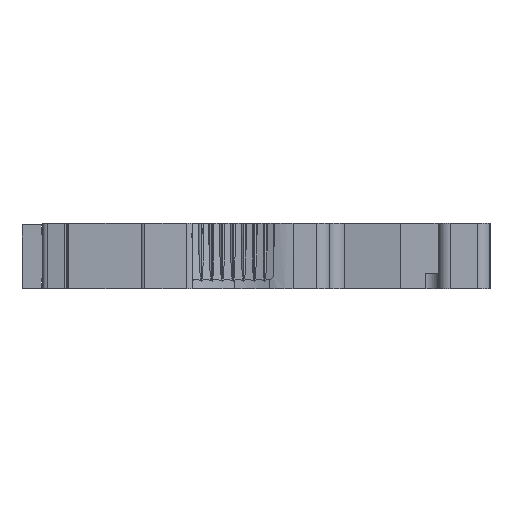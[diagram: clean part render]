
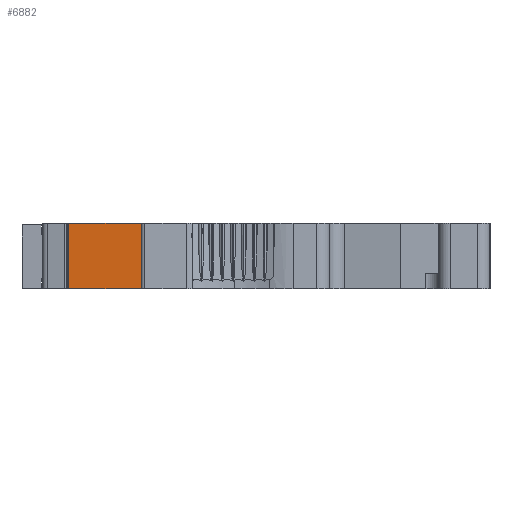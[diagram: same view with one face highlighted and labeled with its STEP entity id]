
A CAD part, left-side view. The second image highlights one B-rep face of the part: STEP entity #6882.
In plain terms, the highlighted planar face has unit normal (-0.995, 0.096, 0).
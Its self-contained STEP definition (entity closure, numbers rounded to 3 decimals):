
#556 = ORIENTED_EDGE ( 'NONE', *, *, #16270, .T. ) ;
#589 = LINE ( 'NONE', #17479, #14453 ) ;
#1775 = ORIENTED_EDGE ( 'NONE', *, *, #6859, .F. ) ;
#2052 = LINE ( 'NONE', #3326, #4034 ) ;
#2599 = VERTEX_POINT ( 'NONE', #6577 ) ;
#3277 = EDGE_CURVE ( 'NONE', #16879, #17112, #17129, .T. ) ;
#3326 = CARTESIAN_POINT ( 'NONE',  ( -17.696, -1.87, 0. ) ) ;
#3544 = DIRECTION ( 'NONE',  ( 0.096, 0.995, 0. ) ) ;
#3638 = DIRECTION ( 'NONE',  ( 0.995, -0.096, 0. ) ) ;
#3834 = CARTESIAN_POINT ( 'NONE',  ( -17.696, -1.87, -5.2 ) ) ;
#4034 = VECTOR ( 'NONE', #11697, 1000. ) ;
#4325 = CARTESIAN_POINT ( 'NONE',  ( -17.696, -1.87, 0. ) ) ;
#4717 = CARTESIAN_POINT ( 'NONE',  ( -17.14, 3.903, -5.2 ) ) ;
#5087 = DIRECTION ( 'NONE',  ( 0., 0., -1. ) ) ;
#6355 = ORIENTED_EDGE ( 'NONE', *, *, #16259, .T. ) ;
#6577 = CARTESIAN_POINT ( 'NONE',  ( -17.14, 3.903, -5.2 ) ) ;
#6859 = EDGE_CURVE ( 'NONE', #17112, #2599, #589, .T. ) ;
#6882 = ADVANCED_FACE ( 'NONE', ( #11803 ), #13451, .F. ) ;
#9125 = VERTEX_POINT ( 'NONE', #9216 ) ;
#9216 = CARTESIAN_POINT ( 'NONE',  ( -17.14, 3.903, 0. ) ) ;
#10774 = VECTOR ( 'NONE', #14201, 1000. ) ;
#10781 = VECTOR ( 'NONE', #5087, 1000. ) ;
#11305 = CARTESIAN_POINT ( 'NONE',  ( -17.696, -1.87, -5.2 ) ) ;
#11697 = DIRECTION ( 'NONE',  ( 0.096, 0.995, 0. ) ) ;
#11803 = FACE_OUTER_BOUND ( 'NONE', #13419, .T. ) ;
#13419 = EDGE_LOOP ( 'NONE', ( #6355, #556, #1775, #16167 ) ) ;
#13451 = PLANE ( 'NONE',  #16795 ) ;
#14201 = DIRECTION ( 'NONE',  ( 0., 0., -1. ) ) ;
#14453 = VECTOR ( 'NONE', #3544, 1000. ) ;
#14541 = CARTESIAN_POINT ( 'NONE',  ( -17.696, -1.87, -5.2 ) ) ;
#15873 = LINE ( 'NONE', #4717, #10781 ) ;
#16167 = ORIENTED_EDGE ( 'NONE', *, *, #3277, .F. ) ;
#16259 = EDGE_CURVE ( 'NONE', #16879, #9125, #2052, .T. ) ;
#16270 = EDGE_CURVE ( 'NONE', #9125, #2599, #15873, .T. ) ;
#16795 = AXIS2_PLACEMENT_3D ( 'NONE', #14541, #3638, #17378 ) ;
#16879 = VERTEX_POINT ( 'NONE', #4325 ) ;
#17112 = VERTEX_POINT ( 'NONE', #3834 ) ;
#17129 = LINE ( 'NONE', #11305, #10774 ) ;
#17378 = DIRECTION ( 'NONE',  ( 0., 0., -1. ) ) ;
#17479 = CARTESIAN_POINT ( 'NONE',  ( -17.696, -1.87, -5.2 ) ) ;
